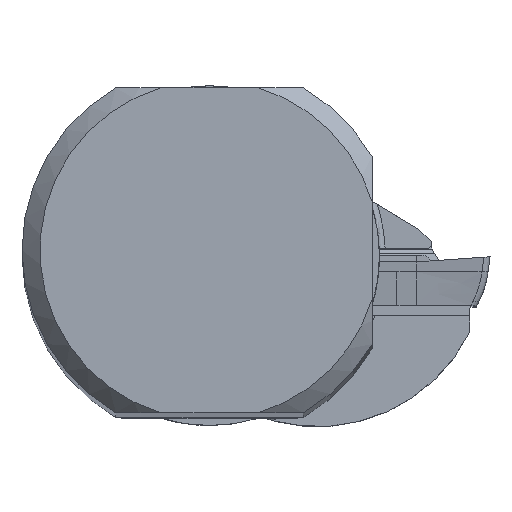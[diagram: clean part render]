
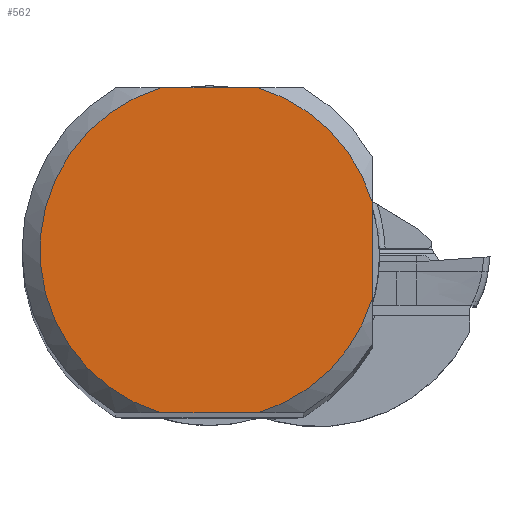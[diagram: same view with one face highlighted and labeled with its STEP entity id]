
A CAD part, top view. The second image highlights one B-rep face of the part: STEP entity #562.
In plain terms, the highlighted planar face has unit normal (0, 0, 1).
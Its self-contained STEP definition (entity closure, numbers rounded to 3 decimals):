
#146=PLANE('',#2273);
#208=LINE('',#3036,#381);
#209=LINE('',#3038,#382);
#210=LINE('',#3039,#383);
#381=VECTOR('',#2469,1.);
#382=VECTOR('',#2470,1.);
#383=VECTOR('',#2471,1.);
#562=ADVANCED_FACE('',(#695),#146,.F.);
#695=FACE_OUTER_BOUND('',#821,.T.);
#821=EDGE_LOOP('',(#1010,#1011,#1012,#1013,#1014,#1015));
#945=CIRCLE('',#2266,11.481);
#948=CIRCLE('',#2270,11.481);
#949=CIRCLE('',#2272,11.481);
#1010=ORIENTED_EDGE('',*,*,#1859,.F.);
#1011=ORIENTED_EDGE('',*,*,#1858,.T.);
#1012=ORIENTED_EDGE('',*,*,#1860,.F.);
#1013=ORIENTED_EDGE('',*,*,#1852,.T.);
#1014=ORIENTED_EDGE('',*,*,#1861,.F.);
#1015=ORIENTED_EDGE('',*,*,#1862,.T.);
#1648=VERTEX_POINT('',#3010);
#1650=VERTEX_POINT('',#3013);
#1653=VERTEX_POINT('',#3026);
#1655=VERTEX_POINT('',#3033);
#1656=VERTEX_POINT('',#3037);
#1657=VERTEX_POINT('',#3040);
#1852=EDGE_CURVE('',#1650,#1648,#945,.T.);
#1858=EDGE_CURVE('',#1653,#1655,#948,.T.);
#1859=EDGE_CURVE('',#1653,#1656,#208,.T.);
#1860=EDGE_CURVE('',#1650,#1655,#209,.T.);
#1861=EDGE_CURVE('',#1657,#1648,#210,.T.);
#1862=EDGE_CURVE('',#1657,#1656,#949,.T.);
#2266=AXIS2_PLACEMENT_3D('',#3012,#2457,#2458);
#2270=AXIS2_PLACEMENT_3D('',#3034,#2465,#2466);
#2272=AXIS2_PLACEMENT_3D('',#3041,#2472,#2473);
#2273=AXIS2_PLACEMENT_3D('',#3042,#2474,#2475);
#2457=DIRECTION('',(0.,0.,1.));
#2458=DIRECTION('',(1.,0.,0.));
#2465=DIRECTION('',(0.,0.,1.));
#2466=DIRECTION('',(1.,0.,0.));
#2469=DIRECTION('',(-1.,0.,0.));
#2470=DIRECTION('',(0.,-1.,0.));
#2471=DIRECTION('',(1.,0.,0.));
#2472=DIRECTION('',(0.,0.,1.));
#2473=DIRECTION('',(1.,0.,0.));
#2474=DIRECTION('',(0.,0.,-1.));
#2475=DIRECTION('',(-1.,0.,0.));
#3010=CARTESIAN_POINT('',(3.295,10.998,179.194));
#3012=CARTESIAN_POINT('',(0.,0.,179.194));
#3013=CARTESIAN_POINT('',(10.998,3.295,179.194));
#3026=CARTESIAN_POINT('',(3.295,-10.998,179.194));
#3033=CARTESIAN_POINT('',(10.998,-3.295,179.194));
#3034=CARTESIAN_POINT('',(0.,0.,179.194));
#3036=CARTESIAN_POINT('',(8.,-10.998,179.194));
#3037=CARTESIAN_POINT('',(-3.295,-10.998,179.194));
#3038=CARTESIAN_POINT('',(10.998,8.,179.194));
#3039=CARTESIAN_POINT('',(-8.,10.998,179.194));
#3040=CARTESIAN_POINT('',(-3.295,10.998,179.194));
#3041=CARTESIAN_POINT('',(0.,0.,179.194));
#3042=CARTESIAN_POINT('',(11.481,0.,179.194));
